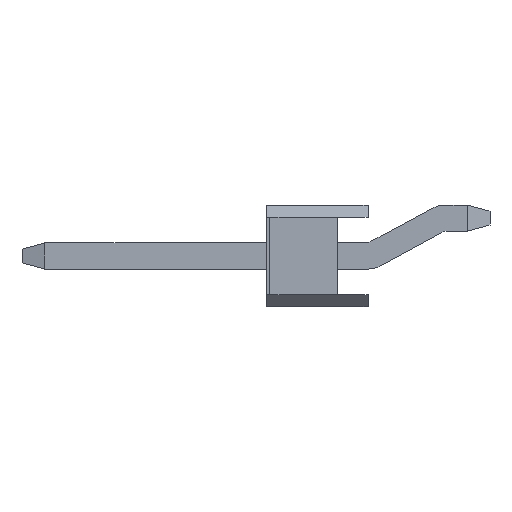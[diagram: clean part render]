
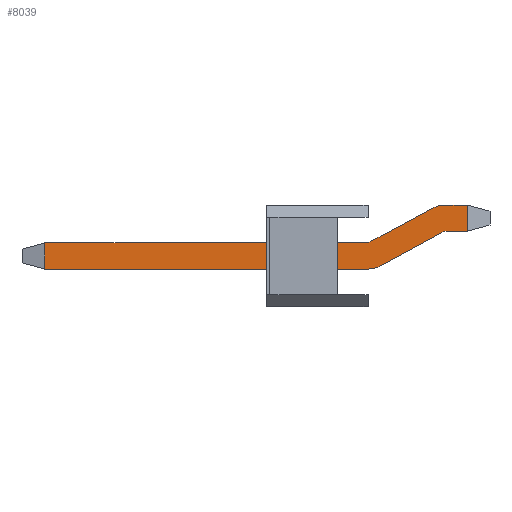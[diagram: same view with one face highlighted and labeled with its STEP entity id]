
A CAD part, left-side view. The second image highlights one B-rep face of the part: STEP entity #8039.
In plain terms, the highlighted planar face has unit normal (-1, 0, 0).
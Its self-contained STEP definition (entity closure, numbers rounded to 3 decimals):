
#7572=CARTESIAN_POINT('',(0.,0.93,2.996));
#7573=DIRECTION('',(-1.,0.,0.));
#7574=DIRECTION('',(0.,1.,0.));
#7575=AXIS2_PLACEMENT_3D('',#7572,#7573,#7574);
#7580=DIRECTION('',(0.,0.,1.));
#7581=VECTOR('',#7580,7.94);
#7582=CARTESIAN_POINT('',(0.,1.57,2.996));
#7583=LINE('',#7582,#7581);
#7587=DIRECTION('',(0.,1.,0.));
#7588=VECTOR('',#7587,0.64);
#7589=CARTESIAN_POINT('',(0.,0.93,10.936));
#7590=LINE('',#7589,#7588);
#7594=DIRECTION('',(0.,0.,-1.));
#7595=VECTOR('',#7594,7.859);
#7596=CARTESIAN_POINT('',(0.,0.93,10.936));
#7597=LINE('',#7596,#7595);
#7601=DIRECTION('',(0.,-0.474,-0.88));
#7602=VECTOR('',#7601,1.718);
#7603=CARTESIAN_POINT('',(0.,0.892,2.925));
#7604=LINE('',#7603,#7602);
#7608=CARTESIAN_POINT('',(0.,0.64,1.109));
#7609=DIRECTION('',(-1.,0.,0.));
#7610=DIRECTION('',(0.,-1.,0.));
#7611=AXIS2_PLACEMENT_3D('',#7608,#7609,#7610);
#7616=DIRECTION('',(0.,0.,-1.));
#7617=VECTOR('',#7616,0.549);
#7618=CARTESIAN_POINT('',(0.,0.,1.109));
#7619=LINE('',#7618,#7617);
#7623=DIRECTION('',(0.,-1.,0.));
#7624=VECTOR('',#7623,0.64);
#7625=CARTESIAN_POINT('',(0.,0.64,0.56));
#7626=LINE('',#7625,#7624);
#7630=DIRECTION('',(0.,0.,1.));
#7631=VECTOR('',#7630,0.468);
#7632=CARTESIAN_POINT('',(0.,0.64,0.56));
#7633=LINE('',#7632,#7631);
#7637=DIRECTION('',(0.,0.474,0.88));
#7638=VECTOR('',#7637,1.718);
#7639=CARTESIAN_POINT('',(0.,0.678,1.18));
#7640=LINE('',#7639,#7638);
#7658=CARTESIAN_POINT('',(0.,0.96,1.028));
#7659=DIRECTION('',(1.,0.,0.));
#7660=DIRECTION('',(0.,-0.88,0.474));
#7661=AXIS2_PLACEMENT_3D('',#7658,#7659,#7660);
#7744=CARTESIAN_POINT('',(0.,0.61,3.077));
#7745=DIRECTION('',(1.,0.,0.));
#7746=DIRECTION('',(0.,0.88,-0.474));
#7747=AXIS2_PLACEMENT_3D('',#7744,#7745,#7746);
#7944=CARTESIAN_POINT('',(0.,0.93,10.936));
#7945=CARTESIAN_POINT('',(0.,1.57,10.936));
#7946=VERTEX_POINT('',#7944);
#7947=VERTEX_POINT('',#7945);
#7961=CARTESIAN_POINT('',(0.,0.64,0.56));
#7963=VERTEX_POINT('',#7961);
#7972=CARTESIAN_POINT('',(0.,0.,0.56));
#7973=VERTEX_POINT('',#7972);
#7976=CARTESIAN_POINT('',(0.,0.892,2.925));
#7978=VERTEX_POINT('',#7976);
#7980=CARTESIAN_POINT('',(0.,0.93,3.077));
#7982=VERTEX_POINT('',#7980);
#7984=CARTESIAN_POINT('',(0.,0.678,1.18));
#7986=VERTEX_POINT('',#7984);
#7988=CARTESIAN_POINT('',(0.,0.64,1.028));
#7990=VERTEX_POINT('',#7988);
#7992=CARTESIAN_POINT('',(0.,1.57,2.996));
#7993=CARTESIAN_POINT('',(0.,1.493,2.692));
#7994=VERTEX_POINT('',#7992);
#7995=VERTEX_POINT('',#7993);
#8000=CARTESIAN_POINT('',(0.,0.,1.109));
#8001=CARTESIAN_POINT('',(0.,0.077,1.412));
#8002=VERTEX_POINT('',#8000);
#8003=VERTEX_POINT('',#8001);
#8008=CARTESIAN_POINT('',(0.,0.,0.));
#8009=DIRECTION('',(1.,0.,0.));
#8010=DIRECTION('',(0.,0.,-1.));
#8011=AXIS2_PLACEMENT_3D('',#8008,#8009,#8010);
#8012=PLANE('',#8011);
#8014=ORIENTED_EDGE('',*,*,#8013,.F.);
#8016=ORIENTED_EDGE('',*,*,#8015,.T.);
#8018=ORIENTED_EDGE('',*,*,#8017,.F.);
#8020=ORIENTED_EDGE('',*,*,#8019,.T.);
#8022=ORIENTED_EDGE('',*,*,#8021,.F.);
#8024=ORIENTED_EDGE('',*,*,#8023,.T.);
#8026=ORIENTED_EDGE('',*,*,#8025,.F.);
#8028=ORIENTED_EDGE('',*,*,#8027,.T.);
#8030=ORIENTED_EDGE('',*,*,#8029,.F.);
#8032=ORIENTED_EDGE('',*,*,#8031,.T.);
#8034=ORIENTED_EDGE('',*,*,#8033,.F.);
#8036=ORIENTED_EDGE('',*,*,#8035,.T.);
#8037=EDGE_LOOP('',(#8014,#8016,#8018,#8020,#8022,#8024,#8026,#8028,#8030,#8032,
#8034,#8036));
#8038=FACE_OUTER_BOUND('',#8037,.F.);
#8039=ADVANCED_FACE('',(#8038),#8012,.F.);
#7576=CIRCLE('',#7575,0.64);
#7612=CIRCLE('',#7611,0.64);
#7662=CIRCLE('',#7661,0.32);
#7748=CIRCLE('',#7747,0.32);
#8013=EDGE_CURVE('',#7994,#7995,#7576,.T.);
#8015=EDGE_CURVE('',#7994,#7947,#7583,.T.);
#8017=EDGE_CURVE('',#7946,#7947,#7590,.T.);
#8019=EDGE_CURVE('',#7946,#7982,#7597,.T.);
#8021=EDGE_CURVE('',#7978,#7982,#7748,.T.);
#8023=EDGE_CURVE('',#7978,#8003,#7604,.T.);
#8025=EDGE_CURVE('',#8002,#8003,#7612,.T.);
#8027=EDGE_CURVE('',#8002,#7973,#7619,.T.);
#8029=EDGE_CURVE('',#7963,#7973,#7626,.T.);
#8031=EDGE_CURVE('',#7963,#7990,#7633,.T.);
#8033=EDGE_CURVE('',#7986,#7990,#7662,.T.);
#8035=EDGE_CURVE('',#7986,#7995,#7640,.T.);
